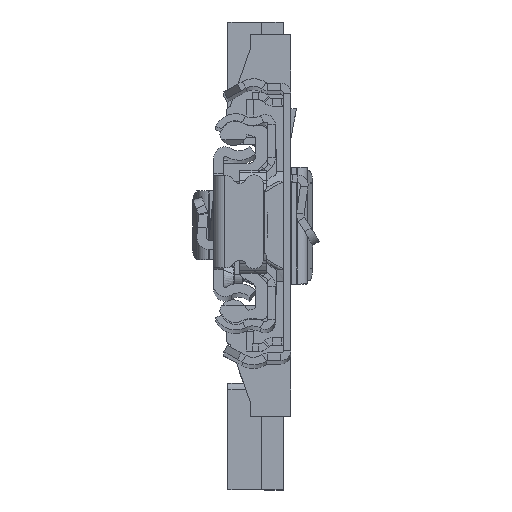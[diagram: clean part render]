
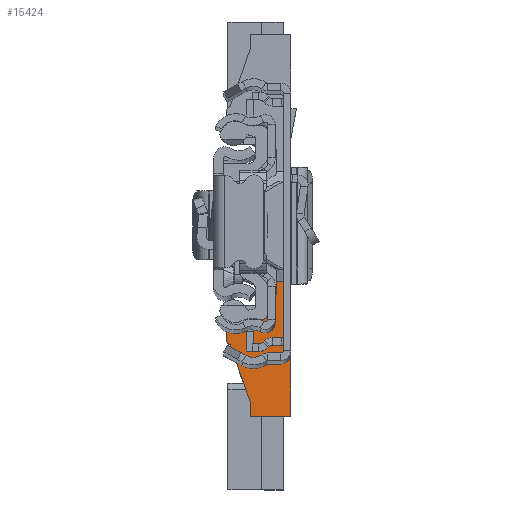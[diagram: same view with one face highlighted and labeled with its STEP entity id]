
A CAD part, top view. The second image highlights one B-rep face of the part: STEP entity #15424.
In plain terms, the highlighted face is planar.
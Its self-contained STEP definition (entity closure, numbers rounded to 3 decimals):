
#721 = VERTEX_POINT ( 'NONE', #29758 ) ;
#910 = CARTESIAN_POINT ( 'NONE',  ( 10.792, 3.2, -67. ) ) ;
#1168 = CARTESIAN_POINT ( 'NONE',  ( -28.5, 0., -67. ) ) ;
#1263 = EDGE_CURVE ( 'NONE', #721, #23549, #10715, .T. ) ;
#1338 = CIRCLE ( 'NONE', #10848, 0.5 ) ;
#1780 = CARTESIAN_POINT ( 'NONE',  ( 10.614, 3.222, -67. ) ) ;
#2056 = CARTESIAN_POINT ( 'NONE',  ( 19., 8.5, -67. ) ) ;
#2081 = DIRECTION ( 'NONE',  ( 1., 0., 0. ) ) ;
#2097 = CARTESIAN_POINT ( 'NONE',  ( 12., 3.2, -67. ) ) ;
#2481 = CARTESIAN_POINT ( 'NONE',  ( 18.5, 8.5, -67. ) ) ;
#2645 = CARTESIAN_POINT ( 'NONE',  ( 13.5, 8.5, -67. ) ) ;
#2901 = CIRCLE ( 'NONE', #24881, 5.707 ) ;
#3061 = DIRECTION ( 'NONE',  ( 0., 0., -1. ) ) ;
#3976 = VERTEX_POINT ( 'NONE', #2097 ) ;
#4379 = EDGE_CURVE ( 'NONE', #13580, #30220, #35308, .T. ) ;
#4583 = VERTEX_POINT ( 'NONE', #28962 ) ;
#5137 = CARTESIAN_POINT ( 'NONE',  ( 13.5, 9., -67. ) ) ;
#5165 = LINE ( 'NONE', #8155, #35858 ) ;
#5203 = ORIENTED_EDGE ( 'NONE', *, *, #6276, .F. ) ;
#5347 = EDGE_CURVE ( 'NONE', #25461, #10449, #26249, .T. ) ;
#5450 = DIRECTION ( 'NONE',  ( 0., 0., 1. ) ) ;
#5994 = VECTOR ( 'NONE', #14976, 1000. ) ;
#6107 = EDGE_CURVE ( 'NONE', #13271, #15664, #8649, .T. ) ;
#6276 = EDGE_CURVE ( 'NONE', #30220, #24449, #1338, .T. ) ;
#6441 = CARTESIAN_POINT ( 'NONE',  ( -28.5, 9., -67. ) ) ;
#6589 = CIRCLE ( 'NONE', #16102, 0.5 ) ;
#6898 = VERTEX_POINT ( 'NONE', #28274 ) ;
#7097 = ORIENTED_EDGE ( 'NONE', *, *, #34908, .F. ) ;
#7199 = VECTOR ( 'NONE', #10028, 1000. ) ;
#7554 = DIRECTION ( 'NONE',  ( -0.945, 0.328, 0. ) ) ;
#7777 = VECTOR ( 'NONE', #35545, 1000. ) ;
#7844 = CARTESIAN_POINT ( 'NONE',  ( 18.5, 9., -67. ) ) ;
#8155 = CARTESIAN_POINT ( 'NONE',  ( 30.5, 5.2, -67. ) ) ;
#8629 = DIRECTION ( 'NONE',  ( 1., 0., 0. ) ) ;
#8649 = LINE ( 'NONE', #17043, #11439 ) ;
#8998 = ORIENTED_EDGE ( 'NONE', *, *, #26088, .F. ) ;
#9111 = CARTESIAN_POINT ( 'NONE',  ( 13., 3.663, -67. ) ) ;
#9211 = DIRECTION ( 'NONE',  ( -1., 0., 0. ) ) ;
#9715 = CARTESIAN_POINT ( 'NONE',  ( 30.5, 0., -67. ) ) ;
#9838 = CARTESIAN_POINT ( 'NONE',  ( -28.5, 9., -67. ) ) ;
#10028 = DIRECTION ( 'NONE',  ( -1., 0., 0. ) ) ;
#10302 = CARTESIAN_POINT ( 'NONE',  ( 13., 4.318, -67. ) ) ;
#10449 = VERTEX_POINT ( 'NONE', #24905 ) ;
#10653 = CARTESIAN_POINT ( 'NONE',  ( 19., 9., -67. ) ) ;
#10715 = LINE ( 'NONE', #33034, #32535 ) ;
#10848 = AXIS2_PLACEMENT_3D ( 'NONE', #2645, #5450, #30573 ) ;
#11277 = ORIENTED_EDGE ( 'NONE', *, *, #5347, .T. ) ;
#11439 = VECTOR ( 'NONE', #29114, 1000. ) ;
#12827 = VECTOR ( 'NONE', #35920, 1000. ) ;
#13271 = VERTEX_POINT ( 'NONE', #23108 ) ;
#13325 = CARTESIAN_POINT ( 'NONE',  ( 9.012, 5.732, -67. ) ) ;
#13580 = VERTEX_POINT ( 'NONE', #7844 ) ;
#13645 = VERTEX_POINT ( 'NONE', #29356 ) ;
#13720 = ORIENTED_EDGE ( 'NONE', *, *, #26868, .T. ) ;
#14711 = CARTESIAN_POINT ( 'NONE',  ( 12.586, 3.2, -67. ) ) ;
#14835 = ORIENTED_EDGE ( 'NONE', *, *, #25322, .F. ) ;
#14877 =( BOUNDED_CURVE ( )  B_SPLINE_CURVE ( 3, ( #23233, #9111, #14711, #32358 ),
 .UNSPECIFIED., .F., .T. ) 
 B_SPLINE_CURVE_WITH_KNOTS ( ( 4, 4 ),
 ( 4.712, 6.283 ),
 .UNSPECIFIED. ) 
 CURVE ( )  GEOMETRIC_REPRESENTATION_ITEM ( )  RATIONAL_B_SPLINE_CURVE ( ( 1., 0.805, 0.805, 1. ) ) 
 REPRESENTATION_ITEM ( '' )  );
#14976 = DIRECTION ( 'NONE',  ( 1., 0., 0. ) ) ;
#15424 = ADVANCED_FACE ( 'NONE', ( #20775 ), #18174, .F. ) ;
#15664 = VERTEX_POINT ( 'NONE', #13325 ) ;
#16036 = B_SPLINE_CURVE_WITH_KNOTS ( 'NONE', 3,
 ( #26577, #33043, #29206, #1780, #26389, #910 ),
 .UNSPECIFIED., .F., .F.,
 ( 4, 2, 4 ),
 ( 0., 0., 0.001 ),
 .UNSPECIFIED. ) ;
#16102 = AXIS2_PLACEMENT_3D ( 'NONE', #2481, #19255, #24806 ) ;
#16528 = DIRECTION ( 'NONE',  ( -1., 0., 0. ) ) ;
#16738 = CARTESIAN_POINT ( 'NONE',  ( 13., 9., -67. ) ) ;
#17040 = VERTEX_POINT ( 'NONE', #10302 ) ;
#17043 = CARTESIAN_POINT ( 'NONE',  ( 9.012, -17.65, -67. ) ) ;
#17639 = EDGE_CURVE ( 'NONE', #17040, #3976, #14877, .T. ) ;
#17833 = ORIENTED_EDGE ( 'NONE', *, *, #1263, .F. ) ;
#18174 = PLANE ( 'NONE',  #27151 ) ;
#18933 = EDGE_CURVE ( 'NONE', #23549, #13580, #6589, .T. ) ;
#19205 = EDGE_CURVE ( 'NONE', #13271, #6898, #21088, .T. ) ;
#19255 = DIRECTION ( 'NONE',  ( 0., 0., 1. ) ) ;
#20651 = ORIENTED_EDGE ( 'NONE', *, *, #6107, .T. ) ;
#20775 = FACE_OUTER_BOUND ( 'NONE', #23127, .T. ) ;
#21088 = LINE ( 'NONE', #1168, #5994 ) ;
#21358 = CARTESIAN_POINT ( 'NONE',  ( 30.5, 5.2, -67. ) ) ;
#22220 = ORIENTED_EDGE ( 'NONE', *, *, #30541, .F. ) ;
#23028 = DIRECTION ( 'NONE',  ( 0., -1., 0. ) ) ;
#23108 = CARTESIAN_POINT ( 'NONE',  ( 9.012, 0., -67. ) ) ;
#23127 = EDGE_LOOP ( 'NONE', ( #34501, #20651, #36290, #13720, #23413, #27391, #14835, #5203, #27481, #29555, #17833, #7097, #11277, #8998, #22220 ) ) ;
#23233 = CARTESIAN_POINT ( 'NONE',  ( 13., 4.318, -67. ) ) ;
#23413 = ORIENTED_EDGE ( 'NONE', *, *, #26317, .T. ) ;
#23549 = VERTEX_POINT ( 'NONE', #2056 ) ;
#24131 = VECTOR ( 'NONE', #23028, 1000. ) ;
#24449 = VERTEX_POINT ( 'NONE', #33238 ) ;
#24806 = DIRECTION ( 'NONE',  ( 1., 0., 0. ) ) ;
#24881 = AXIS2_PLACEMENT_3D ( 'NONE', #34133, #3061, #9211 ) ;
#24905 = CARTESIAN_POINT ( 'NONE',  ( 30.5, -1.2, -67. ) ) ;
#25000 = LINE ( 'NONE', #36331, #26450 ) ;
#25160 = LINE ( 'NONE', #33719, #33632 ) ;
#25322 = EDGE_CURVE ( 'NONE', #24449, #17040, #36598, .T. ) ;
#25461 = VERTEX_POINT ( 'NONE', #21358 ) ;
#26088 = EDGE_CURVE ( 'NONE', #30046, #10449, #25000, .T. ) ;
#26249 = LINE ( 'NONE', #9715, #7777 ) ;
#26317 = EDGE_CURVE ( 'NONE', #4583, #3976, #25160, .T. ) ;
#26389 = CARTESIAN_POINT ( 'NONE',  ( 10.701, 3.2, -67. ) ) ;
#26450 = VECTOR ( 'NONE', #8629, 1000. ) ;
#26577 = CARTESIAN_POINT ( 'NONE',  ( 10.318, 3.419, -67. ) ) ;
#26868 = EDGE_CURVE ( 'NONE', #13645, #4583, #16036, .T. ) ;
#27151 = AXIS2_PLACEMENT_3D ( 'NONE', #6441, #32125, #35447 ) ;
#27391 = ORIENTED_EDGE ( 'NONE', *, *, #17639, .F. ) ;
#27481 = ORIENTED_EDGE ( 'NONE', *, *, #4379, .F. ) ;
#28274 = CARTESIAN_POINT ( 'NONE',  ( 19., 0., -67. ) ) ;
#28962 = CARTESIAN_POINT ( 'NONE',  ( 10.792, 3.2, -67. ) ) ;
#29114 = DIRECTION ( 'NONE',  ( 0., 1., 0. ) ) ;
#29206 = CARTESIAN_POINT ( 'NONE',  ( 10.451, 3.299, -67. ) ) ;
#29356 = CARTESIAN_POINT ( 'NONE',  ( 10.318, 3.419, -67. ) ) ;
#29555 = ORIENTED_EDGE ( 'NONE', *, *, #18933, .F. ) ;
#29758 = CARTESIAN_POINT ( 'NONE',  ( 28.5, 5.2, -67. ) ) ;
#30046 = VERTEX_POINT ( 'NONE', #32335 ) ;
#30220 = VERTEX_POINT ( 'NONE', #5137 ) ;
#30541 = EDGE_CURVE ( 'NONE', #6898, #30046, #36103, .T. ) ;
#30573 = DIRECTION ( 'NONE',  ( 1., 0., 0. ) ) ;
#32125 = DIRECTION ( 'NONE',  ( 0., 0., 1. ) ) ;
#32335 = CARTESIAN_POINT ( 'NONE',  ( 19., -1.2, -67. ) ) ;
#32358 = CARTESIAN_POINT ( 'NONE',  ( 12., 3.2, -67. ) ) ;
#32535 = VECTOR ( 'NONE', #7554, 1000. ) ;
#33034 = CARTESIAN_POINT ( 'NONE',  ( 28.5, 5.2, -67. ) ) ;
#33043 = CARTESIAN_POINT ( 'NONE',  ( 10.38, 3.353, -67. ) ) ;
#33238 = CARTESIAN_POINT ( 'NONE',  ( 13., 8.5, -67. ) ) ;
#33632 = VECTOR ( 'NONE', #2081, 1000. ) ;
#33719 = CARTESIAN_POINT ( 'NONE',  ( 13., 3.2, -67. ) ) ;
#34133 = CARTESIAN_POINT ( 'NONE',  ( 14.498, 7.304, -67. ) ) ;
#34501 = ORIENTED_EDGE ( 'NONE', *, *, #19205, .F. ) ;
#34908 = EDGE_CURVE ( 'NONE', #25461, #721, #5165, .T. ) ;
#35308 = LINE ( 'NONE', #9838, #7199 ) ;
#35329 = EDGE_CURVE ( 'NONE', #13645, #15664, #2901, .T. ) ;
#35447 = DIRECTION ( 'NONE',  ( 1., 0., 0. ) ) ;
#35545 = DIRECTION ( 'NONE',  ( 0., -1., 0. ) ) ;
#35858 = VECTOR ( 'NONE', #16528, 1000. ) ;
#35920 = DIRECTION ( 'NONE',  ( 0., -1., 0. ) ) ;
#36103 = LINE ( 'NONE', #10653, #12827 ) ;
#36290 = ORIENTED_EDGE ( 'NONE', *, *, #35329, .F. ) ;
#36331 = CARTESIAN_POINT ( 'NONE',  ( 0., -1.2, -67. ) ) ;
#36598 = LINE ( 'NONE', #16738, #24131 ) ;
